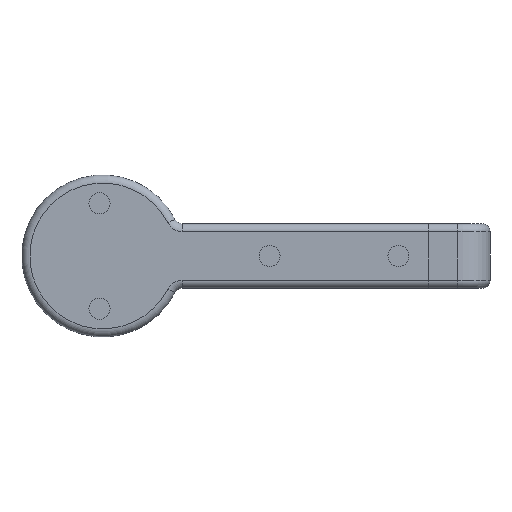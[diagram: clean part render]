
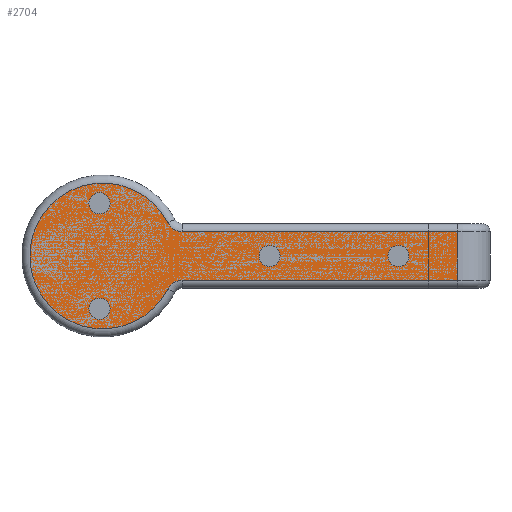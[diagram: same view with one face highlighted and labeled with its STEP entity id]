
A CAD part, top view. The second image highlights one B-rep face of the part: STEP entity #2704.
In plain terms, the highlighted planar face has unit normal (0, 0, 1).
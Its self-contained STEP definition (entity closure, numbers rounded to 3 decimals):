
#489=FACE_BOUND('',#5474,.T.);
#490=FACE_BOUND('',#5475,.T.);
#491=FACE_BOUND('',#5476,.T.);
#492=FACE_BOUND('',#5477,.T.);
#493=FACE_BOUND('',#5478,.T.);
#1338=CIRCLE('',#19116,6.5);
#1339=CIRCLE('',#19117,6.5);
#1340=CIRCLE('',#19118,6.5);
#1341=CIRCLE('',#19119,6.5);
#1342=CIRCLE('',#19120,10.);
#1343=CIRCLE('',#19121,45.);
#1344=CIRCLE('',#19122,10.);
#2704=ADVANCED_FACE('',(#489,#490,#491,#492,#493),#3943,.F.);
#3943=PLANE('',#19123);
#5474=EDGE_LOOP('',(#7081));
#5475=EDGE_LOOP('',(#7082));
#5476=EDGE_LOOP('',(#7083));
#5477=EDGE_LOOP('',(#7084));
#5478=EDGE_LOOP('',(#7085,#7086,#7087,#7088,#7089,#7090));
#7081=ORIENTED_EDGE('',*,*,#14016,.T.);
#7082=ORIENTED_EDGE('',*,*,#14017,.T.);
#7083=ORIENTED_EDGE('',*,*,#14018,.T.);
#7084=ORIENTED_EDGE('',*,*,#14019,.T.);
#7085=ORIENTED_EDGE('',*,*,#14020,.T.);
#7086=ORIENTED_EDGE('',*,*,#14021,.T.);
#7087=ORIENTED_EDGE('',*,*,#14022,.T.);
#7088=ORIENTED_EDGE('',*,*,#14023,.T.);
#7089=ORIENTED_EDGE('',*,*,#14024,.T.);
#7090=ORIENTED_EDGE('',*,*,#14025,.T.);
#12439=VERTEX_POINT('',#28881);
#12440=VERTEX_POINT('',#28883);
#12441=VERTEX_POINT('',#28885);
#12442=VERTEX_POINT('',#28887);
#12443=VERTEX_POINT('',#28889);
#12444=VERTEX_POINT('',#28890);
#12445=VERTEX_POINT('',#28892);
#12446=VERTEX_POINT('',#28894);
#12447=VERTEX_POINT('',#28896);
#12448=VERTEX_POINT('',#28898);
#14016=EDGE_CURVE('',#12439,#12439,#1338,.T.);
#14017=EDGE_CURVE('',#12440,#12440,#1339,.T.);
#14018=EDGE_CURVE('',#12441,#12441,#1340,.T.);
#14019=EDGE_CURVE('',#12442,#12442,#1341,.T.);
#14020=EDGE_CURVE('',#12443,#12444,#16603,.T.);
#14021=EDGE_CURVE('',#12444,#12445,#16604,.T.);
#14022=EDGE_CURVE('',#12445,#12446,#1342,.T.);
#14023=EDGE_CURVE('',#12446,#12447,#1343,.T.);
#14024=EDGE_CURVE('',#12447,#12448,#1344,.T.);
#14025=EDGE_CURVE('',#12448,#12443,#16605,.T.);
#16603=LINE('',#28888,#17849);
#16604=LINE('',#28891,#17850);
#16605=LINE('',#28899,#17851);
#17849=VECTOR('',#22141,1.);
#17850=VECTOR('',#22142,1.);
#17851=VECTOR('',#22149,1.);
#19116=AXIS2_PLACEMENT_3D('',#28880,#22133,#22134);
#19117=AXIS2_PLACEMENT_3D('',#28882,#22135,#22136);
#19118=AXIS2_PLACEMENT_3D('',#28884,#22137,#22138);
#19119=AXIS2_PLACEMENT_3D('',#28886,#22139,#22140);
#19120=AXIS2_PLACEMENT_3D('',#28893,#22143,#22144);
#19121=AXIS2_PLACEMENT_3D('',#28895,#22145,#22146);
#19122=AXIS2_PLACEMENT_3D('',#28897,#22147,#22148);
#19123=AXIS2_PLACEMENT_3D('',#28900,#22150,#22151);
#22133=DIRECTION('',(0.,0.,-1.));
#22134=DIRECTION('',(1.,0.,0.));
#22135=DIRECTION('',(0.,0.,-1.));
#22136=DIRECTION('',(1.,0.,0.));
#22137=DIRECTION('',(0.,0.,-1.));
#22138=DIRECTION('',(1.,0.,0.));
#22139=DIRECTION('',(0.,0.,-1.));
#22140=DIRECTION('',(1.,0.,0.));
#22141=DIRECTION('',(0.,1.,0.));
#22142=DIRECTION('',(-1.,0.,0.));
#22143=DIRECTION('',(0.,0.,-1.));
#22144=DIRECTION('',(-1.,0.,0.));
#22145=DIRECTION('',(0.,0.,1.));
#22146=DIRECTION('',(-1.,0.,0.));
#22147=DIRECTION('',(0.,0.,-1.));
#22148=DIRECTION('',(-1.,0.,0.));
#22149=DIRECTION('',(1.,0.,0.));
#22150=DIRECTION('',(0.,0.,-1.));
#22151=DIRECTION('',(-1.,0.,0.));
#28880=CARTESIAN_POINT('',(-2.,32.5,20.));
#28881=CARTESIAN_POINT('',(4.5,32.5,20.));
#28882=CARTESIAN_POINT('',(-2.,-32.5,20.));
#28883=CARTESIAN_POINT('',(4.5,-32.5,20.));
#28884=CARTESIAN_POINT('',(103.,0.,20.));
#28885=CARTESIAN_POINT('',(109.5,0.,20.));
#28886=CARTESIAN_POINT('',(182.5,0.,20.));
#28887=CARTESIAN_POINT('',(189.,0.,20.));
#28888=CARTESIAN_POINT('',(219.,20.,20.));
#28889=CARTESIAN_POINT('',(219.,-15.,20.));
#28890=CARTESIAN_POINT('',(219.,15.,20.));
#28891=CARTESIAN_POINT('',(48.99,15.,20.));
#28892=CARTESIAN_POINT('',(48.99,15.,20.));
#28893=CARTESIAN_POINT('',(48.99,25.,20.));
#28894=CARTESIAN_POINT('',(40.083,20.455,20.));
#28895=CARTESIAN_POINT('',(0.,0.,20.));
#28896=CARTESIAN_POINT('',(40.083,-20.455,20.));
#28897=CARTESIAN_POINT('',(48.99,-25.,20.));
#28898=CARTESIAN_POINT('',(48.99,-15.,20.));
#28899=CARTESIAN_POINT('',(219.,-15.,20.));
#28900=CARTESIAN_POINT('',(0.,0.,20.));
